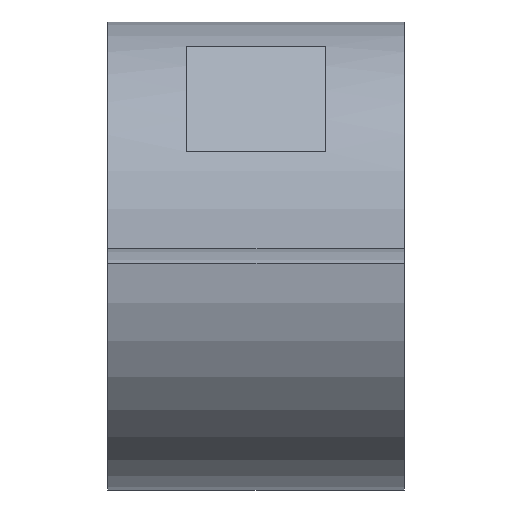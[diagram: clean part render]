
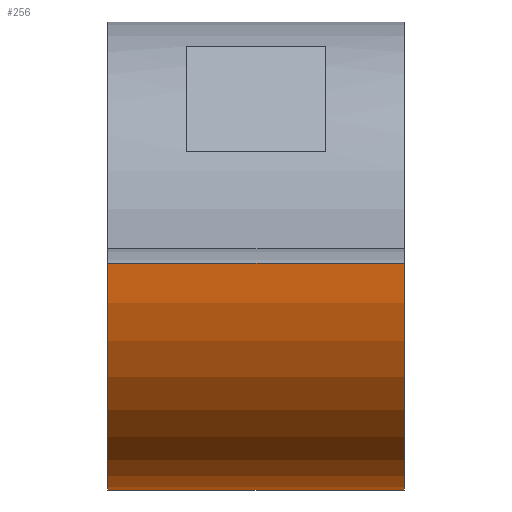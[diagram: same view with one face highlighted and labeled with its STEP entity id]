
A CAD part, left-side view. The second image highlights one B-rep face of the part: STEP entity #256.
In plain terms, the highlighted cylindrical face has radius 15.875 mm (diameter 31.75 mm), a partial arc.
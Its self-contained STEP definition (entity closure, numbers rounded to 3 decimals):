
#15 = CARTESIAN_POINT ( 'NONE',  ( -15.867, -10.071, -0.508 ) ) ;
#29 = AXIS2_PLACEMENT_3D ( 'NONE', #130, #132, #137 ) ;
#42 = VERTEX_POINT ( 'NONE', #15 ) ;
#63 = EDGE_CURVE ( 'NONE', #496, #469, #193, .T. ) ;
#74 = ORIENTED_EDGE ( 'NONE', *, *, #314, .T. ) ;
#87 = ORIENTED_EDGE ( 'NONE', *, *, #156, .T. ) ;
#91 = CIRCLE ( 'NONE', #568, 15.875 ) ;
#107 = AXIS2_PLACEMENT_3D ( 'NONE', #494, #505, #582 ) ;
#130 = CARTESIAN_POINT ( 'NONE',  ( 0., 10.071, 0. ) ) ;
#132 = DIRECTION ( 'NONE',  ( 0., 1., 0. ) ) ;
#137 = DIRECTION ( 'NONE',  ( 0., 0., 1. ) ) ;
#147 = VERTEX_POINT ( 'NONE', #334 ) ;
#150 = CARTESIAN_POINT ( 'NONE',  ( 0., 10.071, -15.875 ) ) ;
#156 = EDGE_CURVE ( 'NONE', #42, #469, #384, .T. ) ;
#193 = CIRCLE ( 'NONE', #29, 15.875 ) ;
#256 = ADVANCED_FACE ( 'NONE', ( #395 ), #619, .T. ) ;
#264 = VECTOR ( 'NONE', #343, 1000. ) ;
#288 = CARTESIAN_POINT ( 'NONE',  ( 0., -10.071, 0. ) ) ;
#302 = CARTESIAN_POINT ( 'NONE',  ( 0., -10.071, -15.875 ) ) ;
#314 = EDGE_CURVE ( 'NONE', #147, #42, #91, .T. ) ;
#331 = DIRECTION ( 'NONE',  ( 0., 1., 0. ) ) ;
#334 = CARTESIAN_POINT ( 'NONE',  ( 0., -10.071, -15.875 ) ) ;
#343 = DIRECTION ( 'NONE',  ( 0., 1., 0. ) ) ;
#355 = DIRECTION ( 'NONE',  ( 0., 1., 0. ) ) ;
#363 = CARTESIAN_POINT ( 'NONE',  ( -15.867, 10.071, -0.508 ) ) ;
#384 = LINE ( 'NONE', #393, #264 ) ;
#393 = CARTESIAN_POINT ( 'NONE',  ( -15.867, -10.071, -0.508 ) ) ;
#395 = FACE_OUTER_BOUND ( 'NONE', #477, .T. ) ;
#406 = ORIENTED_EDGE ( 'NONE', *, *, #63, .F. ) ;
#452 = DIRECTION ( 'NONE',  ( 0., 0., 1. ) ) ;
#469 = VERTEX_POINT ( 'NONE', #363 ) ;
#477 = EDGE_LOOP ( 'NONE', ( #638, #74, #87, #406 ) ) ;
#480 = VECTOR ( 'NONE', #331, 1000. ) ;
#494 = CARTESIAN_POINT ( 'NONE',  ( 0., -10.071, 0. ) ) ;
#496 = VERTEX_POINT ( 'NONE', #150 ) ;
#505 = DIRECTION ( 'NONE',  ( 0., 1., 0. ) ) ;
#548 = EDGE_CURVE ( 'NONE', #147, #496, #612, .T. ) ;
#568 = AXIS2_PLACEMENT_3D ( 'NONE', #288, #355, #452 ) ;
#582 = DIRECTION ( 'NONE',  ( 0., 0., 1. ) ) ;
#612 = LINE ( 'NONE', #302, #480 ) ;
#619 = CYLINDRICAL_SURFACE ( 'NONE', #107, 15.875 ) ;
#638 = ORIENTED_EDGE ( 'NONE', *, *, #548, .F. ) ;
